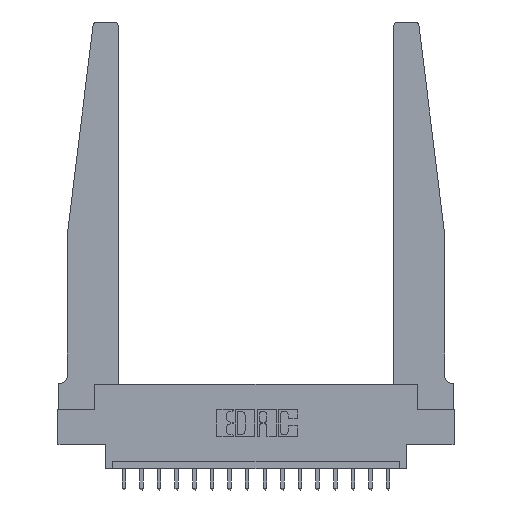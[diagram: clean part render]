
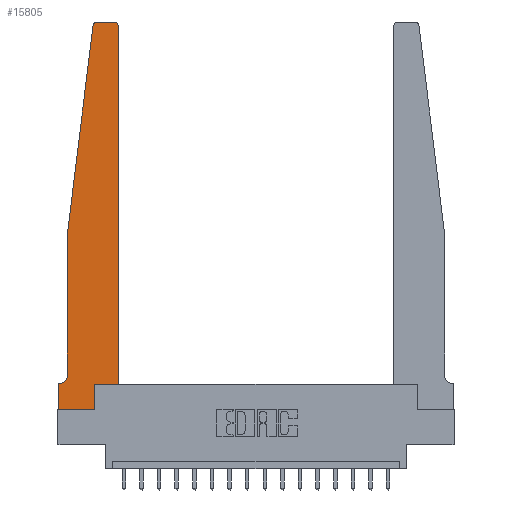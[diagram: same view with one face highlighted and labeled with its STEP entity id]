
A CAD part, top view. The second image highlights one B-rep face of the part: STEP entity #15805.
In plain terms, the highlighted planar face has unit normal (0, 0, 1).
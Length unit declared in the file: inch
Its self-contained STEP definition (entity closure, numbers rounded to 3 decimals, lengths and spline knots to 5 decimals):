
#9 = EDGE_CURVE ( 'NONE', #14759, #18764, #8071, .T. ) ;
#162 = EDGE_CURVE ( 'NONE', #10506, #9335, #806, .T. ) ;
#596 = CARTESIAN_POINT ( 'NONE',  ( 0.065, 1.25, 0.37 ) ) ;
#613 = DIRECTION ( 'NONE',  ( 0., -1., 0. ) ) ;
#719 = LINE ( 'NONE', #15401, #3665 ) ;
#746 = DIRECTION ( 'NONE',  ( 1., 0., 0. ) ) ;
#806 = LINE ( 'NONE', #17999, #17831 ) ;
#1351 = EDGE_CURVE ( 'NONE', #6709, #9045, #719, .T. ) ;
#1499 = DIRECTION ( 'NONE',  ( -1., 0., 0. ) ) ;
#1798 = DIRECTION ( 'NONE',  ( 1., 0., 0. ) ) ;
#2340 = EDGE_CURVE ( 'NONE', #7238, #10756, #17077, .T. ) ;
#2502 = CARTESIAN_POINT ( 'NONE',  ( 0.425, 2.72, 0.37 ) ) ;
#2668 = VERTEX_POINT ( 'NONE', #14346 ) ;
#3036 = VERTEX_POINT ( 'NONE', #12633 ) ;
#3205 = EDGE_CURVE ( 'NONE', #9335, #8384, #3407, .T. ) ;
#3297 = CARTESIAN_POINT ( 'NONE',  ( 0., 0.1875, 0.37 ) ) ;
#3357 = CARTESIAN_POINT ( 'NONE',  ( 0.27653, 2.72, 0.37 ) ) ;
#3407 = CIRCLE ( 'NONE', #14016, 0.03 ) ;
#3599 = EDGE_CURVE ( 'NONE', #7802, #7238, #10432, .T. ) ;
#3665 = VECTOR ( 'NONE', #613, 39.37008 ) ;
#4784 = ORIENTED_EDGE ( 'NONE', *, *, #12385, .T. ) ;
#4968 = LINE ( 'NONE', #16686, #15525 ) ;
#5060 = DIRECTION ( 'NONE',  ( 1., 0., 0. ) ) ;
#5792 = VECTOR ( 'NONE', #7122, 39.37008 ) ;
#5858 = VECTOR ( 'NONE', #14729, 39.37008 ) ;
#6351 = DIRECTION ( 'NONE',  ( -0.122, -0.992, 0. ) ) ;
#6395 = PLANE ( 'NONE',  #9040 ) ;
#6494 = DIRECTION ( 'NONE',  ( 0., 0., 1. ) ) ;
#6548 = ORIENTED_EDGE ( 'NONE', *, *, #162, .T. ) ;
#6709 = VERTEX_POINT ( 'NONE', #8952 ) ;
#7113 = EDGE_CURVE ( 'NONE', #9045, #3036, #17861, .T. ) ;
#7122 = DIRECTION ( 'NONE',  ( 1., 0., 0. ) ) ;
#7171 = ORIENTED_EDGE ( 'NONE', *, *, #7113, .T. ) ;
#7238 = VERTEX_POINT ( 'NONE', #12212 ) ;
#7283 = VECTOR ( 'NONE', #16302, 39.37008 ) ;
#7299 = CARTESIAN_POINT ( 'NONE',  ( 0.065, 0.2375, 0.37 ) ) ;
#7770 = LINE ( 'NONE', #596, #14862 ) ;
#7802 = VERTEX_POINT ( 'NONE', #10325 ) ;
#8026 = EDGE_CURVE ( 'NONE', #18764, #6709, #7770, .T. ) ;
#8071 = CIRCLE ( 'NONE', #11104, 0.03 ) ;
#8384 = VERTEX_POINT ( 'NONE', #12607 ) ;
#8487 = CARTESIAN_POINT ( 'NONE',  ( 0.065, 0.1875, 0.37 ) ) ;
#8586 = CARTESIAN_POINT ( 'NONE',  ( 0.395, 2.72, 0.37 ) ) ;
#8819 = DIRECTION ( 'NONE',  ( 0., 0., 1. ) ) ;
#8952 = CARTESIAN_POINT ( 'NONE',  ( 0.065, 1.25, 0.37 ) ) ;
#9040 = AXIS2_PLACEMENT_3D ( 'NONE', #3297, #6494, #746 ) ;
#9045 = VERTEX_POINT ( 'NONE', #7299 ) ;
#9208 = ORIENTED_EDGE ( 'NONE', *, *, #10164, .T. ) ;
#9335 = VERTEX_POINT ( 'NONE', #2502 ) ;
#9599 = AXIS2_PLACEMENT_3D ( 'NONE', #14503, #13084, #1499 ) ;
#9651 = CARTESIAN_POINT ( 'NONE',  ( 0.27653, 2.75, 0.37 ) ) ;
#9752 = ORIENTED_EDGE ( 'NONE', *, *, #17677, .T. ) ;
#9823 = CARTESIAN_POINT ( 'NONE',  ( 0.2605, 0., 0.37 ) ) ;
#9978 = ORIENTED_EDGE ( 'NONE', *, *, #11663, .T. ) ;
#10164 = EDGE_CURVE ( 'NONE', #2668, #10506, #4968, .T. ) ;
#10318 = CARTESIAN_POINT ( 'NONE',  ( 0.2605, 0.18, 0.37 ) ) ;
#10325 = CARTESIAN_POINT ( 'NONE',  ( 0., 0.1875, 0.37 ) ) ;
#10432 = LINE ( 'NONE', #11795, #7283 ) ;
#10506 = VERTEX_POINT ( 'NONE', #16477 ) ;
#10756 = VERTEX_POINT ( 'NONE', #9823 ) ;
#11104 = AXIS2_PLACEMENT_3D ( 'NONE', #3357, #8819, #14561 ) ;
#11495 = LINE ( 'NONE', #10318, #5858 ) ;
#11507 = CARTESIAN_POINT ( 'NONE',  ( 0.25, 2.75, 0.37 ) ) ;
#11663 = EDGE_CURVE ( 'NONE', #8384, #14759, #16007, .T. ) ;
#11795 = CARTESIAN_POINT ( 'NONE',  ( 0., 0., 0.37 ) ) ;
#12212 = CARTESIAN_POINT ( 'NONE',  ( 0., 0., 0.37 ) ) ;
#12249 = ORIENTED_EDGE ( 'NONE', *, *, #9, .T. ) ;
#12385 = EDGE_CURVE ( 'NONE', #3036, #7802, #14234, .T. ) ;
#12475 = DIRECTION ( 'NONE',  ( 0., 1., 0. ) ) ;
#12607 = CARTESIAN_POINT ( 'NONE',  ( 0.395, 2.75, 0.37 ) ) ;
#12633 = CARTESIAN_POINT ( 'NONE',  ( 0.015, 0.1875, 0.37 ) ) ;
#12948 = ORIENTED_EDGE ( 'NONE', *, *, #1351, .T. ) ;
#12955 = ORIENTED_EDGE ( 'NONE', *, *, #3205, .T. ) ;
#13084 = DIRECTION ( 'NONE',  ( 0., 0., -1. ) ) ;
#13191 = DIRECTION ( 'NONE',  ( 0., 0., 1. ) ) ;
#13646 = FACE_OUTER_BOUND ( 'NONE', #17397, .T. ) ;
#14016 = AXIS2_PLACEMENT_3D ( 'NONE', #8586, #13191, #1798 ) ;
#14234 = LINE ( 'NONE', #8487, #17228 ) ;
#14346 = CARTESIAN_POINT ( 'NONE',  ( 0.2605, 0.18, 0.37 ) ) ;
#14503 = CARTESIAN_POINT ( 'NONE',  ( 0.015, 0.2375, 0.37 ) ) ;
#14561 = DIRECTION ( 'NONE',  ( 1., 0., 0. ) ) ;
#14729 = DIRECTION ( 'NONE',  ( 0., 1., 0. ) ) ;
#14759 = VERTEX_POINT ( 'NONE', #9651 ) ;
#14862 = VECTOR ( 'NONE', #6351, 39.37008 ) ;
#15401 = CARTESIAN_POINT ( 'NONE',  ( 0.065, 1.25, 0.37 ) ) ;
#15402 = VECTOR ( 'NONE', #17346, 39.37008 ) ;
#15505 = CARTESIAN_POINT ( 'NONE',  ( 0., 0., 0.37 ) ) ;
#15525 = VECTOR ( 'NONE', #5060, 39.37008 ) ;
#15682 = ORIENTED_EDGE ( 'NONE', *, *, #2340, .T. ) ;
#15805 = ADVANCED_FACE ( 'NONE', ( #13646 ), #6395, .T. ) ;
#16007 = LINE ( 'NONE', #11507, #15402 ) ;
#16061 = DIRECTION ( 'NONE',  ( -1., 0., 0. ) ) ;
#16302 = DIRECTION ( 'NONE',  ( 0., -1., 0. ) ) ;
#16477 = CARTESIAN_POINT ( 'NONE',  ( 0.425, 0.18, 0.37 ) ) ;
#16516 = ORIENTED_EDGE ( 'NONE', *, *, #8026, .T. ) ;
#16686 = CARTESIAN_POINT ( 'NONE',  ( 0.425, 0.18, 0.37 ) ) ;
#17077 = LINE ( 'NONE', #15505, #5792 ) ;
#17228 = VECTOR ( 'NONE', #16061, 39.37008 ) ;
#17346 = DIRECTION ( 'NONE',  ( -1., 0., 0. ) ) ;
#17397 = EDGE_LOOP ( 'NONE', ( #9978, #12249, #16516, #12948, #7171, #4784, #18494, #15682, #9752, #9208, #6548, #12955 ) ) ;
#17677 = EDGE_CURVE ( 'NONE', #10756, #2668, #11495, .T. ) ;
#17758 = CARTESIAN_POINT ( 'NONE',  ( 0.24675, 2.72367, 0.37 ) ) ;
#17831 = VECTOR ( 'NONE', #12475, 39.37008 ) ;
#17861 = CIRCLE ( 'NONE', #9599, 0.05 ) ;
#17999 = CARTESIAN_POINT ( 'NONE',  ( 0.425, 0.18, 0.37 ) ) ;
#18494 = ORIENTED_EDGE ( 'NONE', *, *, #3599, .T. ) ;
#18764 = VERTEX_POINT ( 'NONE', #17758 ) ;
